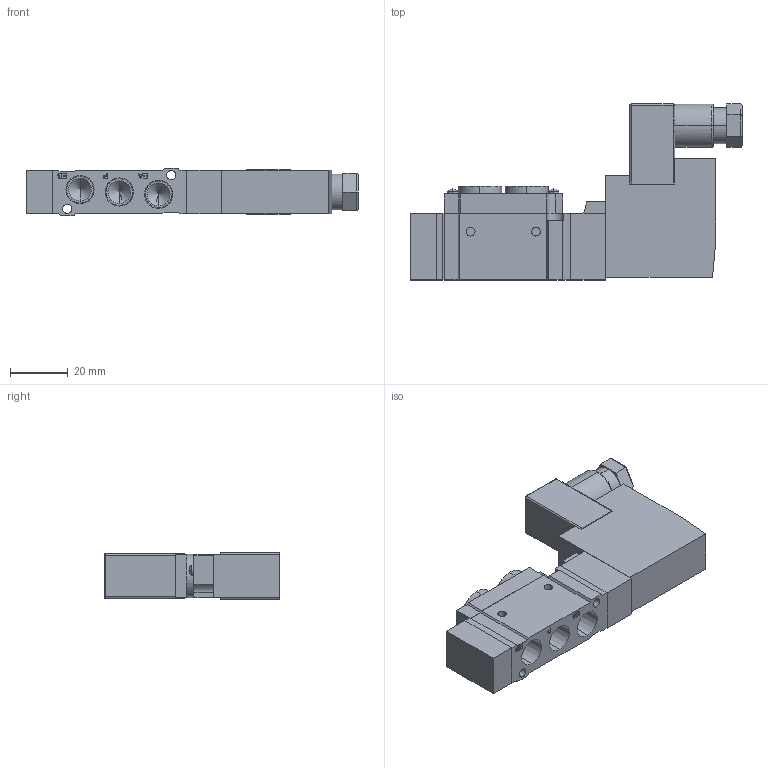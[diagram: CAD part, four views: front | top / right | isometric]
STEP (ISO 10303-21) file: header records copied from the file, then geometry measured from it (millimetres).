
FILE_DESCRIPTION (( 'STEP AP214' ), '1' );
FILE_NAME ('SY5120-5DZ-01F.step.step', '2011-11-28T10:30:42', ( 'SysAdmin' ), ( 'SolidWorks' ), 'SwSTEP 2.0', 'SolidWorks 2012', '' );
FILE_SCHEMA (( 'AUTOMOTIVE_DESIGN' ));
Length unit declared in the file: millimetre
Products named in the file (8): SY5120-5DZ-01F.step_SY51802operend_SingleA-D; SY5120-5DZ-01F.step_MAN-OPA_P; SY5120-5DZ-01F.step_1115Ccoil; SY5120-5DZ-01F.step_1115DIN Conn; SY5120-5DZ-01F.step_SY5000-6-1_01; SY5120-5DZ-01F.step_SY51802BLOCK_20; SY5120-5DZ-01F.step_SY51802operend_SingleB-D; SY5120-5DZ-01F.step
Assembly tree (7 placements, depth 2):
  SY5120-5DZ-01F.step
    SY5120-5DZ-01F.step_SY51802BLOCK_20
    SY5120-5DZ-01F.step_SY5000-6-1_01
    SY5120-5DZ-01F.step_SY51802operend_SingleB-D
    SY5120-5DZ-01F.step_SY51802operend_SingleA-D
    SY5120-5DZ-01F.step_MAN-OPA_P
    SY5120-5DZ-01F.step_1115Ccoil
    SY5120-5DZ-01F.step_1115DIN Conn
Bounding box: 114.9 x 60.91 x 16.6 mm (x, y, z)
Volume: 54278.6 mm3; surface area: 20751.9 mm2
Topology: 7 solids, 7 shells, 338 faces, 823 edges, 520 vertices
Faces by surface type: plane 208, cylinder 74, bspline 30, cone 20, sphere 4, torus 2
Entity records: 12051 total; most frequent: CARTESIAN_POINT 3327, ORIENTED_EDGE 1606, DIRECTION 1548, EDGE_CURVE 803, VECTOR 578, LINE 578, VERTEX_POINT 520, AXIS2_PLACEMENT_3D 485
